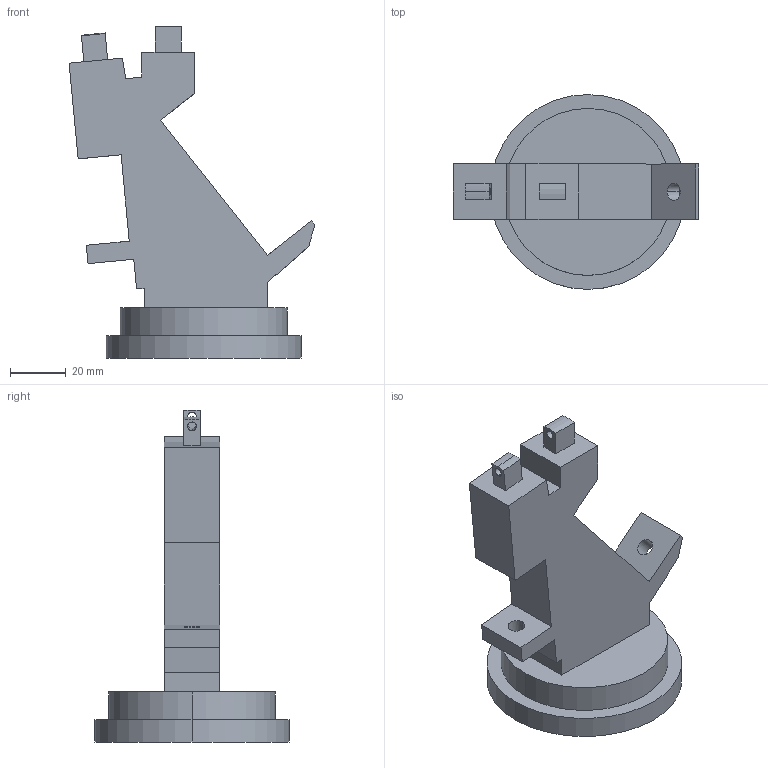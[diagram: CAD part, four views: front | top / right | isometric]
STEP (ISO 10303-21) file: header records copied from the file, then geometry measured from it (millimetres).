
FILE_DESCRIPTION (( 'STEP AP203' ), '1' );
FILE_NAME ('Nadgarstek_obrot_matlab_Domyœlna_sldprt.STEP', '2020-06-09T22:46:45', ( '' ), ( '' ), 'SwSTEP 2.0', 'SolidWorks 2018', '' );
FILE_SCHEMA (( 'CONFIG_CONTROL_DESIGN' ));
Length unit declared in the file: millimetre
Products named in the file (1): Nadgarstek_obrot_matlab_Domyœlna_sldprt
Bounding box: 88.36 x 70 x 119.31 mm (x, y, z)
Volume: 135225.5 mm3; surface area: 26271.9 mm2
Topology: 1 solids, 1 shells, 56 faces, 144 edges, 96 vertices
Faces by surface type: plane 37, cylinder 19
Entity records: 1797 total; most frequent: CARTESIAN_POINT 303, DIRECTION 292, ORIENTED_EDGE 288, EDGE_CURVE 144, LINE 106, VECTOR 106, VERTEX_POINT 96, AXIS2_PLACEMENT_3D 93
